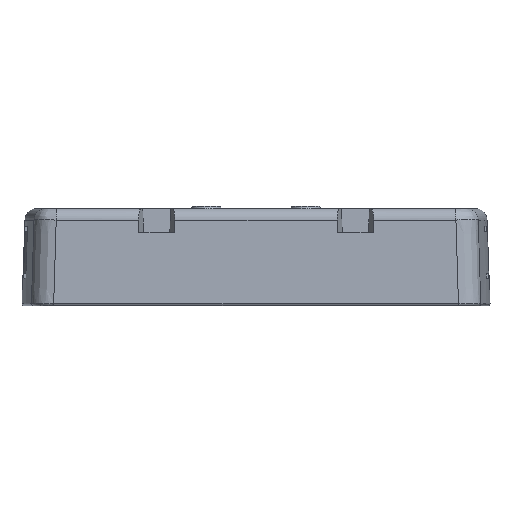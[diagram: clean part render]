
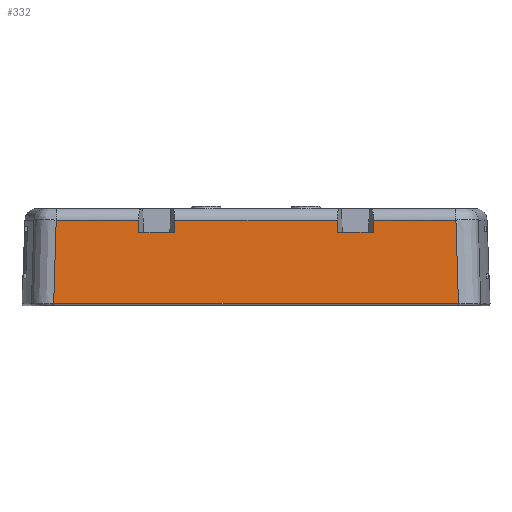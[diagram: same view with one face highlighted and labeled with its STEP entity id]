
A CAD part, front view. The second image highlights one B-rep face of the part: STEP entity #332.
In plain terms, the highlighted planar face has unit normal (0, -0.999, 0.035).
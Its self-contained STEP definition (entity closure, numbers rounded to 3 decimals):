
#332=ADVANCED_FACE('',(#727),#578,.T.);
#578=PLANE('',#4890);
#727=FACE_OUTER_BOUND('',#997,.T.);
#997=EDGE_LOOP('',(#1928,#1929,#1930,#1931,#1932,#1933,#1934,#1935,#1936,
#1937,#1938,#1939));
#1412=B_SPLINE_CURVE_WITH_KNOTS('',3,(#7740,#7741,#7742,#7743,#7744,#7745,
#7746),.UNSPECIFIED.,.F.,.F.,(4,3,4),(0.,0.477,1.),
 .UNSPECIFIED.);
#1413=B_SPLINE_CURVE_WITH_KNOTS('',3,(#7751,#7752,#7753,#7754,#7755,#7756,
#7757),.UNSPECIFIED.,.F.,.F.,(4,3,4),(0.,0.523,1.),
 .UNSPECIFIED.);
#1928=ORIENTED_EDGE('',*,*,#3687,.T.);
#1929=ORIENTED_EDGE('',*,*,#3688,.T.);
#1930=ORIENTED_EDGE('',*,*,#3689,.T.);
#1931=ORIENTED_EDGE('',*,*,#3690,.T.);
#1932=ORIENTED_EDGE('',*,*,#3691,.F.);
#1933=ORIENTED_EDGE('',*,*,#3692,.T.);
#1934=ORIENTED_EDGE('',*,*,#3693,.F.);
#1935=ORIENTED_EDGE('',*,*,#3694,.T.);
#1936=ORIENTED_EDGE('',*,*,#3695,.T.);
#1937=ORIENTED_EDGE('',*,*,#3696,.F.);
#1938=ORIENTED_EDGE('',*,*,#3697,.T.);
#1939=ORIENTED_EDGE('',*,*,#3698,.T.);
#3185=VERTEX_POINT('',#7747);
#3186=VERTEX_POINT('',#7748);
#3187=VERTEX_POINT('',#7750);
#3188=VERTEX_POINT('',#7758);
#3189=VERTEX_POINT('',#7760);
#3190=VERTEX_POINT('',#7762);
#3191=VERTEX_POINT('',#7764);
#3192=VERTEX_POINT('',#7766);
#3193=VERTEX_POINT('',#7768);
#3194=VERTEX_POINT('',#7770);
#3195=VERTEX_POINT('',#7772);
#3196=VERTEX_POINT('',#7774);
#3687=EDGE_CURVE('',#3185,#3186,#1412,.T.);
#3688=EDGE_CURVE('',#3186,#3187,#4235,.T.);
#3689=EDGE_CURVE('',#3187,#3188,#1413,.T.);
#3690=EDGE_CURVE('',#3188,#3189,#4236,.T.);
#3691=EDGE_CURVE('',#3190,#3189,#4237,.T.);
#3692=EDGE_CURVE('',#3190,#3191,#4238,.T.);
#3693=EDGE_CURVE('',#3192,#3191,#4239,.T.);
#3694=EDGE_CURVE('',#3192,#3193,#4240,.T.);
#3695=EDGE_CURVE('',#3193,#3194,#4241,.T.);
#3696=EDGE_CURVE('',#3195,#3194,#4242,.T.);
#3697=EDGE_CURVE('',#3195,#3196,#4243,.T.);
#3698=EDGE_CURVE('',#3196,#3185,#4244,.T.);
#4235=LINE('',#7749,#4590);
#4236=LINE('',#7759,#4591);
#4237=LINE('',#7761,#4592);
#4238=LINE('',#7763,#4593);
#4239=LINE('',#7765,#4594);
#4240=LINE('',#7767,#4595);
#4241=LINE('',#7769,#4596);
#4242=LINE('',#7771,#4597);
#4243=LINE('',#7773,#4598);
#4244=LINE('',#7775,#4599);
#4590=VECTOR('',#5504,1.);
#4591=VECTOR('',#5505,1.);
#4592=VECTOR('',#5506,1.);
#4593=VECTOR('',#5507,1.);
#4594=VECTOR('',#5508,1.);
#4595=VECTOR('',#5509,1.);
#4596=VECTOR('',#5510,1.);
#4597=VECTOR('',#5511,1.);
#4598=VECTOR('',#5512,1.);
#4599=VECTOR('',#5513,1.);
#4890=AXIS2_PLACEMENT_3D('',#7776,#5514,#5515);
#5504=DIRECTION('',(1.,0.,0.));
#5505=DIRECTION('',(-1.,0.,0.));
#5506=DIRECTION('',(0.027,0.035,0.999));
#5507=DIRECTION('',(-1.,0.,0.));
#5508=DIRECTION('',(0.027,-0.035,-0.999));
#5509=DIRECTION('',(-1.,0.,0.));
#5510=DIRECTION('',(-0.027,-0.035,-0.999));
#5511=DIRECTION('',(1.,0.,0.));
#5512=DIRECTION('',(-0.027,0.035,0.999));
#5513=DIRECTION('',(-1.,0.,0.));
#5514=DIRECTION('',(0.,-0.999,0.035));
#5515=DIRECTION('',(0.,-0.035,-0.999));
#7740=CARTESIAN_POINT('',(-56.491,-31.323,19.394));
#7741=CARTESIAN_POINT('',(-56.581,-31.428,16.394));
#7742=CARTESIAN_POINT('',(-56.671,-31.532,13.393));
#7743=CARTESIAN_POINT('',(-56.761,-31.637,10.393));
#7744=CARTESIAN_POINT('',(-56.859,-31.752,7.101));
#7745=CARTESIAN_POINT('',(-56.958,-31.867,3.809));
#7746=CARTESIAN_POINT('',(-57.056,-31.982,0.517));
#7747=CARTESIAN_POINT('',(-56.491,-31.323,19.394));
#7748=CARTESIAN_POINT('',(-57.056,-31.982,0.517));
#7749=CARTESIAN_POINT('',(38.907,-31.982,0.517));
#7750=CARTESIAN_POINT('',(34.574,-31.982,0.517));
#7751=CARTESIAN_POINT('',(34.574,-31.982,0.517));
#7752=CARTESIAN_POINT('',(34.475,-31.867,3.809));
#7753=CARTESIAN_POINT('',(34.377,-31.752,7.1));
#7754=CARTESIAN_POINT('',(34.278,-31.637,10.392));
#7755=CARTESIAN_POINT('',(34.188,-31.532,13.393));
#7756=CARTESIAN_POINT('',(34.098,-31.428,16.393));
#7757=CARTESIAN_POINT('',(34.008,-31.323,19.394));
#7758=CARTESIAN_POINT('',(34.008,-31.323,19.394));
#7759=CARTESIAN_POINT('',(38.907,-31.323,19.394));
#7760=CARTESIAN_POINT('',(15.362,-31.323,19.394));
#7761=CARTESIAN_POINT('',(14.859,-31.978,0.644));
#7762=CARTESIAN_POINT('',(15.287,-31.42,16.6));
#7763=CARTESIAN_POINT('',(38.907,-31.42,16.6));
#7764=CARTESIAN_POINT('',(7.213,-31.42,16.6));
#7765=CARTESIAN_POINT('',(7.68,-32.029,-0.836));
#7766=CARTESIAN_POINT('',(7.138,-31.323,19.394));
#7767=CARTESIAN_POINT('',(38.907,-31.323,19.394));
#7768=CARTESIAN_POINT('',(-29.638,-31.323,19.394));
#7769=CARTESIAN_POINT('',(-30.108,-31.935,1.847));
#7770=CARTESIAN_POINT('',(-29.713,-31.42,16.6));
#7771=CARTESIAN_POINT('',(38.907,-31.42,16.6));
#7772=CARTESIAN_POINT('',(-37.787,-31.42,16.6));
#7773=CARTESIAN_POINT('',(-37.288,-32.071,-2.039));
#7774=CARTESIAN_POINT('',(-37.862,-31.323,19.394));
#7775=CARTESIAN_POINT('',(38.907,-31.323,19.394));
#7776=CARTESIAN_POINT('',(38.907,-32.,0.));
